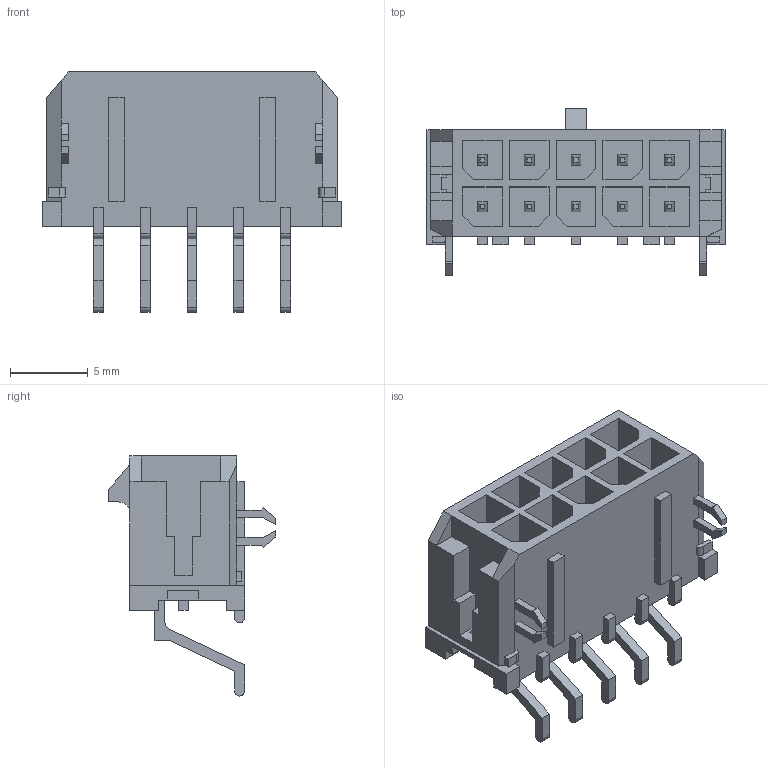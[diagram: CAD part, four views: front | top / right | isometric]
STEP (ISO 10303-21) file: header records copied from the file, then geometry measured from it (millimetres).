
FILE_DESCRIPTION((''),'2;1');
FILE_NAME('430451007','2020-04-16T',('gga'),(''),'PRO/ENGINEER BY PARAMETRIC TECHNOLOGY CORPORATION, 2016010','PRO/ENGINEER BY PARAMETRIC TECHNOLOGY CORPORATION, 2016010','');
FILE_SCHEMA(('CONFIG_CONTROL_DESIGN'));
Length unit declared in the file: millimetre
Products named in the file (1): 430451007
Bounding box: 19.15 x 10.77 x 15.4 mm (x, y, z)
Volume: 778.5 mm3; surface area: 1801.4 mm2
Topology: 1 solids, 6 shells, 489 faces, 1303 edges, 852 vertices
Faces by surface type: plane 471, cylinder 18
Entity records: 14758 total; most frequent: CARTESIAN_POINT 2597, ORIENTED_EDGE 2514, DIRECTION 2323, VECTOR 1263, LINE 1263, EDGE_CURVE 1257, VERTEX_POINT 804, AXIS2_PLACEMENT_3D 530
